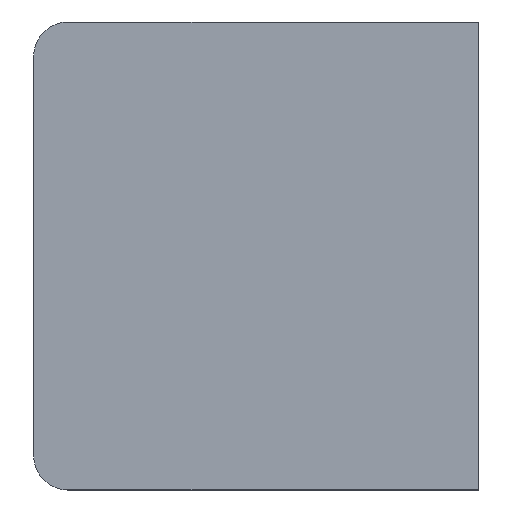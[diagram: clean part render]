
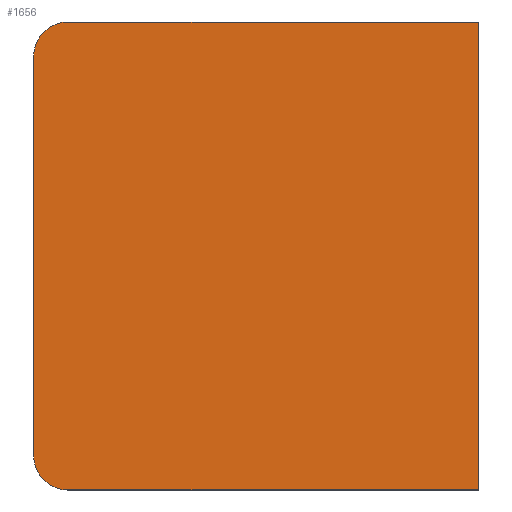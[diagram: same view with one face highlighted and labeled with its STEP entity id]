
A CAD part, left-side view. The second image highlights one B-rep face of the part: STEP entity #1656.
In plain terms, the highlighted planar face has unit normal (-1, 0, 0).
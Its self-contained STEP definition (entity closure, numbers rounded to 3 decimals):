
#164 = ORIENTED_EDGE ( 'NONE', *, *, #889, .F. ) ;
#176 = CARTESIAN_POINT ( 'NONE',  ( -77.15, 60., 34.2 ) ) ;
#299 = DIRECTION ( 'NONE',  ( 0., 0., -1. ) ) ;
#423 = AXIS2_PLACEMENT_3D ( 'NONE', #3081, #4597, #1172 ) ;
#481 = DIRECTION ( 'NONE',  ( 0., -1., 0. ) ) ;
#523 = CARTESIAN_POINT ( 'NONE',  ( -77.15, 60., -29.2 ) ) ;
#575 = VECTOR ( 'NONE', #3851, 1000. ) ;
#761 = ORIENTED_EDGE ( 'NONE', *, *, #1504, .T. ) ;
#832 = LINE ( 'NONE', #3849, #2434 ) ;
#889 = EDGE_CURVE ( 'NONE', #2684, #4851, #2051, .T. ) ;
#1041 = CARTESIAN_POINT ( 'NONE',  ( -77.15, 3., 34.2 ) ) ;
#1172 = DIRECTION ( 'NONE',  ( 0., 0., -1. ) ) ;
#1184 = VERTEX_POINT ( 'NONE', #4098 ) ;
#1201 = ORIENTED_EDGE ( 'NONE', *, *, #1898, .T. ) ;
#1232 = ORIENTED_EDGE ( 'NONE', *, *, #1296, .T. ) ;
#1296 = EDGE_CURVE ( 'NONE', #2473, #4851, #2013, .T. ) ;
#1362 = CARTESIAN_POINT ( 'NONE',  ( -77.15, 65., -29.2 ) ) ;
#1374 = ORIENTED_EDGE ( 'NONE', *, *, #1888, .T. ) ;
#1504 = EDGE_CURVE ( 'NONE', #2345, #2299, #2143, .T. ) ;
#1540 = CIRCLE ( 'NONE', #2491, 5. ) ;
#1573 = CARTESIAN_POINT ( 'NONE',  ( -77.15, 60., -34.2 ) ) ;
#1656 = ADVANCED_FACE ( 'NONE', ( #2271 ), #3798, .F. ) ;
#1671 = CARTESIAN_POINT ( 'NONE',  ( -77.15, 65., 29.2 ) ) ;
#1888 = EDGE_CURVE ( 'NONE', #2299, #1184, #2116, .T. ) ;
#1898 = EDGE_CURVE ( 'NONE', #2684, #2345, #1540, .T. ) ;
#2013 = CIRCLE ( 'NONE', #423, 5. ) ;
#2051 = LINE ( 'NONE', #3953, #575 ) ;
#2084 = DIRECTION ( 'NONE',  ( 0., 0., -1. ) ) ;
#2096 = VECTOR ( 'NONE', #3195, 1000. ) ;
#2116 = LINE ( 'NONE', #2411, #2096 ) ;
#2143 = LINE ( 'NONE', #3231, #2892 ) ;
#2271 = FACE_OUTER_BOUND ( 'NONE', #4129, .T. ) ;
#2299 = VERTEX_POINT ( 'NONE', #4848 ) ;
#2345 = VERTEX_POINT ( 'NONE', #1573 ) ;
#2411 = CARTESIAN_POINT ( 'NONE',  ( -77.15, 0., 34.2 ) ) ;
#2434 = VECTOR ( 'NONE', #481, 1000. ) ;
#2473 = VERTEX_POINT ( 'NONE', #176 ) ;
#2491 = AXIS2_PLACEMENT_3D ( 'NONE', #523, #3985, #2084 ) ;
#2593 = DIRECTION ( 'NONE',  ( 1., 0., 0. ) ) ;
#2684 = VERTEX_POINT ( 'NONE', #1362 ) ;
#2892 = VECTOR ( 'NONE', #3669, 1000. ) ;
#3081 = CARTESIAN_POINT ( 'NONE',  ( -77.15, 60., 29.2 ) ) ;
#3195 = DIRECTION ( 'NONE',  ( 0., 0., 1. ) ) ;
#3231 = CARTESIAN_POINT ( 'NONE',  ( -77.15, 3., -34.2 ) ) ;
#3669 = DIRECTION ( 'NONE',  ( 0., -1., 0. ) ) ;
#3798 = PLANE ( 'NONE',  #4179 ) ;
#3849 = CARTESIAN_POINT ( 'NONE',  ( -77.15, 3., 34.2 ) ) ;
#3851 = DIRECTION ( 'NONE',  ( 0., 0., 1. ) ) ;
#3953 = CARTESIAN_POINT ( 'NONE',  ( -77.15, 65., 0. ) ) ;
#3985 = DIRECTION ( 'NONE',  ( -1., 0., 0. ) ) ;
#4098 = CARTESIAN_POINT ( 'NONE',  ( -77.15, 0., 34.2 ) ) ;
#4129 = EDGE_LOOP ( 'NONE', ( #4258, #1232, #164, #1201, #761, #1374 ) ) ;
#4179 = AXIS2_PLACEMENT_3D ( 'NONE', #1041, #2593, #299 ) ;
#4258 = ORIENTED_EDGE ( 'NONE', *, *, #4710, .F. ) ;
#4597 = DIRECTION ( 'NONE',  ( -1., 0., 0. ) ) ;
#4710 = EDGE_CURVE ( 'NONE', #2473, #1184, #832, .T. ) ;
#4848 = CARTESIAN_POINT ( 'NONE',  ( -77.15, 0., -34.2 ) ) ;
#4851 = VERTEX_POINT ( 'NONE', #1671 ) ;
